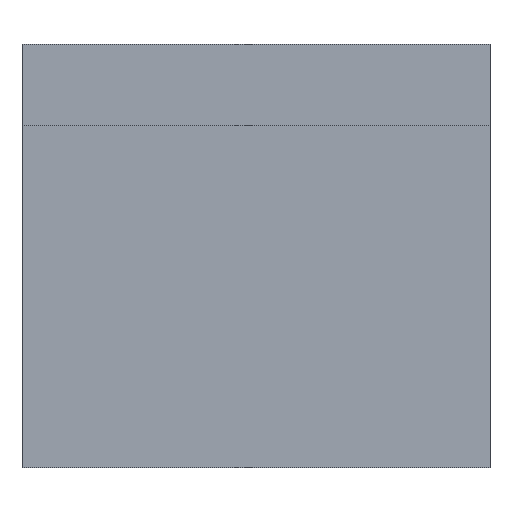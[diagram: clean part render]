
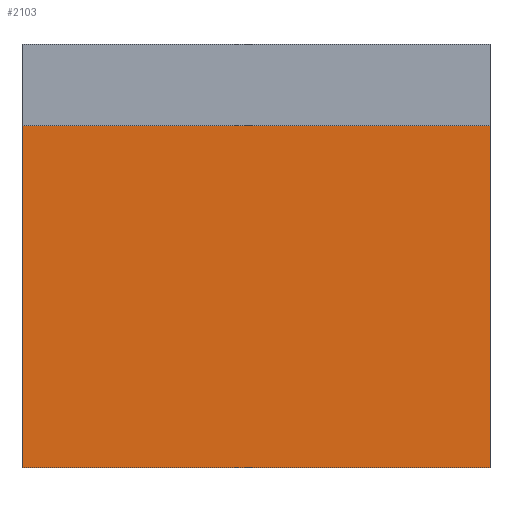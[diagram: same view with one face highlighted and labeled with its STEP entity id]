
A CAD part, left-side view. The second image highlights one B-rep face of the part: STEP entity #2103.
In plain terms, the highlighted planar face has unit normal (-1, 0, 0).
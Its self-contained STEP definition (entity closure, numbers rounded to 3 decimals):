
#1916=CARTESIAN_POINT('Vertex',(-28.424,25.4,-41.95)) ;
#1919=CARTESIAN_POINT('Line Origine',(-28.424,25.4,-23.375)) ;
#1923=CARTESIAN_POINT('Vertex',(-28.424,25.4,-4.8)) ;
#1947=CARTESIAN_POINT('Vertex',(-28.424,-25.4,-41.95)) ;
#1950=CARTESIAN_POINT('Line Origine',(-28.424,0.,-41.95)) ;
#1967=CARTESIAN_POINT('Line Origine',(-28.424,-25.4,-23.375)) ;
#1971=CARTESIAN_POINT('Vertex',(-28.424,-25.4,-4.8)) ;
#2087=CARTESIAN_POINT('Axis2P3D Location',(-28.424,25.4,-1.8)) ;
#2092=CARTESIAN_POINT('Line Origine',(-28.424,0.,-4.8)) ;
#1920=DIRECTION('Vector Direction',(0.,0.,1.)) ;
#1951=DIRECTION('Vector Direction',(0.,-1.,0.)) ;
#1968=DIRECTION('Vector Direction',(0.,0.,1.)) ;
#2088=DIRECTION('Axis2P3D Direction',(1.,0.,0.)) ;
#2089=DIRECTION('Axis2P3D XDirection',(0.,-1.,0.)) ;
#2093=DIRECTION('Vector Direction',(0.,1.,0.)) ;
#2090=AXIS2_PLACEMENT_3D('Plane Axis2P3D',#2087,#2088,#2089) ;
#2098=ORIENTED_EDGE('',*,*,#1925,.F.) ;
#2099=ORIENTED_EDGE('',*,*,#1954,.T.) ;
#2100=ORIENTED_EDGE('',*,*,#1973,.T.) ;
#2101=ORIENTED_EDGE('',*,*,#2096,.F.) ;
#1921=VECTOR('Line Direction',#1920,1.) ;
#1952=VECTOR('Line Direction',#1951,1.) ;
#1969=VECTOR('Line Direction',#1968,1.) ;
#2094=VECTOR('Line Direction',#2093,1.) ;
#2103=ADVANCED_FACE('PartBody',(#2102),#2091,.F.) ;
#1925=EDGE_CURVE('',#1917,#1924,#1922,.T.) ;
#1954=EDGE_CURVE('',#1917,#1948,#1953,.T.) ;
#1973=EDGE_CURVE('',#1948,#1972,#1970,.T.) ;
#2096=EDGE_CURVE('',#1924,#1972,#2095,.F.) ;
#2097=EDGE_LOOP('',(#2098,#2099,#2100,#2101)) ;
#2102=FACE_OUTER_BOUND('',#2097,.T.) ;
#1922=LINE('Line',#1919,#1921) ;
#1953=LINE('Line',#1950,#1952) ;
#1970=LINE('Line',#1967,#1969) ;
#2095=LINE('Line',#2092,#2094) ;
#2091=PLANE('Plane',#2090) ;
#1917=VERTEX_POINT('',#1916) ;
#1924=VERTEX_POINT('',#1923) ;
#1948=VERTEX_POINT('',#1947) ;
#1972=VERTEX_POINT('',#1971) ;
